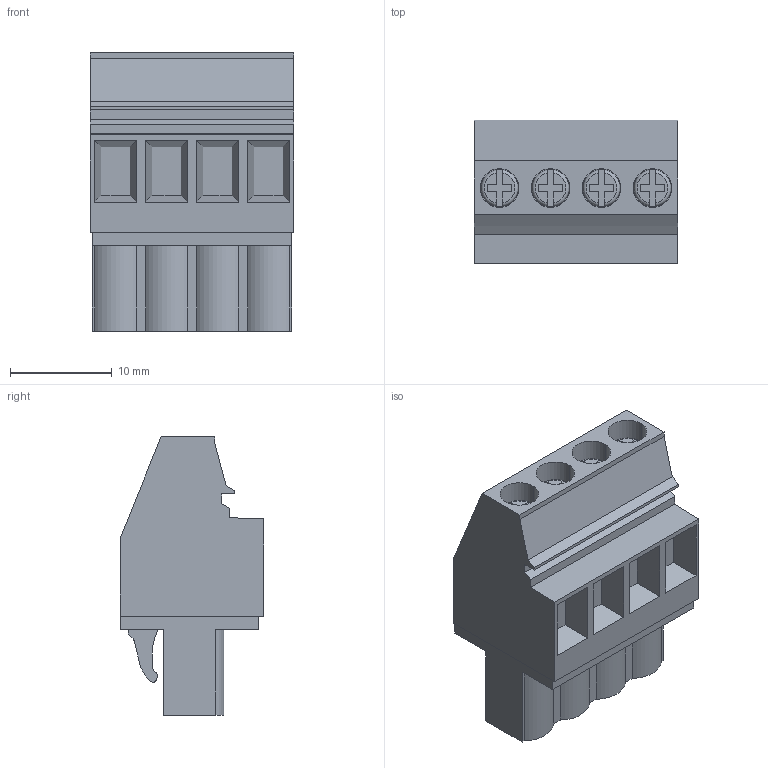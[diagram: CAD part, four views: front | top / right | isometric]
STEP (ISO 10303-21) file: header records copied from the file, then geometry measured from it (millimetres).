
FILE_DESCRIPTION(('CATIA V5 STEP Exchange','CAx-IF Rec.Pracs.--- Model Styling and Organization---1.2---2011-12-15'),'2;1');
FILE_NAME ('D1460469_0_1959080000_1959080000.stp','2018-09-11T05:43:08+00:00',('none'),('Weidmueller'),'CATIA Version 5-6 Release 2014','CATIA V5 STEP AP214','none');
FILE_SCHEMA(('AUTOMOTIVE_DESIGN { 1 0 10303 214 1 1 1 1 }'));
Length unit declared in the file: millimetre
Products named in the file (1): 1959080000
Bounding box: 20 x 14.1 x 27.3 mm (x, y, z)
Volume: 4774.3 mm3; surface area: 2836 mm2
Topology: 5 solids, 5 shells, 212 faces, 588 edges, 400 vertices
Faces by surface type: plane 164, cylinder 32, cone 8, torus 8
Entity records: 6300 total; most frequent: CARTESIAN_POINT 1200, ORIENTED_EDGE 1176, DIRECTION 818, EDGE_CURVE 588, VECTOR 428, LINE 428, VERTEX_POINT 400, AXIS2_PLACEMENT_3D 260
